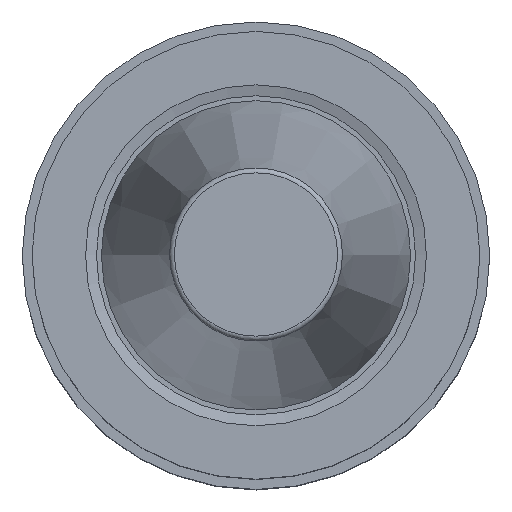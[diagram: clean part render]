
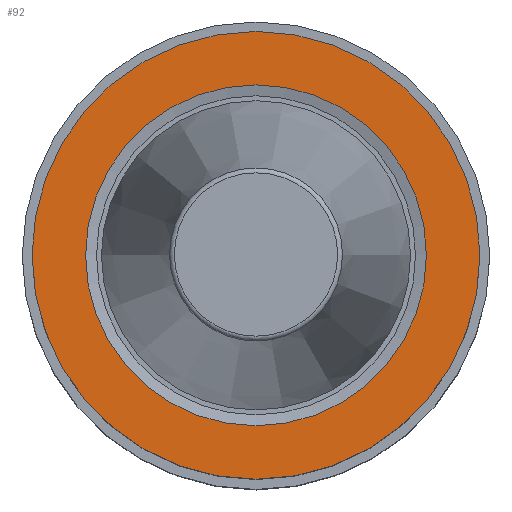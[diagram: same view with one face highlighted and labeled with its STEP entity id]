
A CAD part, top view. The second image highlights one B-rep face of the part: STEP entity #92.
In plain terms, the highlighted planar face has unit normal (0, 0, 1).
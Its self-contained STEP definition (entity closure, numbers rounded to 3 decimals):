
#59=FACE_BOUND('',#129,.T.);
#60=FACE_BOUND('',#130,.T.);
#92=ADVANCED_FACE('',(#59,#60),#108,.F.);
#108=PLANE('',#272);
#129=EDGE_LOOP('',(#169));
#130=EDGE_LOOP('',(#170));
#169=ORIENTED_EDGE('',*,*,#223,.F.);
#170=ORIENTED_EDGE('',*,*,#222,.T.);
#202=VERTEX_POINT('',#402);
#203=VERTEX_POINT('',#405);
#222=EDGE_CURVE('',#202,#202,#242,.T.);
#223=EDGE_CURVE('',#203,#203,#243,.T.);
#242=CIRCLE('',#269,17.5);
#243=CIRCLE('',#271,22.99);
#269=AXIS2_PLACEMENT_3D('',#401,#324,#325);
#271=AXIS2_PLACEMENT_3D('',#404,#328,#329);
#272=AXIS2_PLACEMENT_3D('',#406,#330,#331);
#324=DIRECTION('',(0.,0.0,-1.0));
#325=DIRECTION('',(-1.0,0.0,0.));
#328=DIRECTION('',(0.,0.0,-1.0));
#329=DIRECTION('',(-1.0,0.0,0.));
#330=DIRECTION('',(0.,0.0,-1.0));
#331=DIRECTION('',(-1.0,0.0,0.));
#401=CARTESIAN_POINT('',(0.,0.0,-1.0));
#402=CARTESIAN_POINT('',(-17.5,0.0,-1.0));
#404=CARTESIAN_POINT('',(0.,0.0,-1.0));
#405=CARTESIAN_POINT('',(-22.99,0.0,-1.0));
#406=CARTESIAN_POINT('',(-11.249,-13.406,-1.0));
